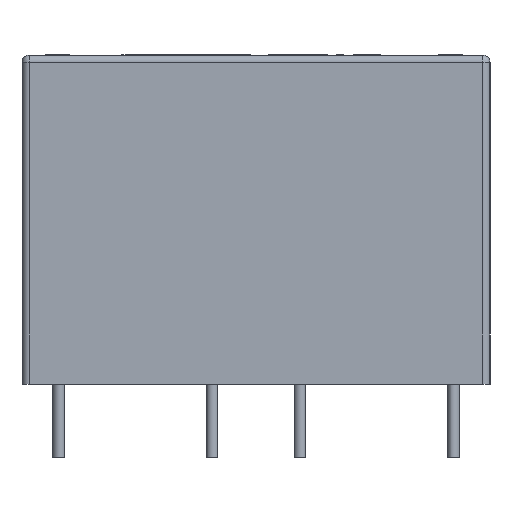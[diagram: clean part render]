
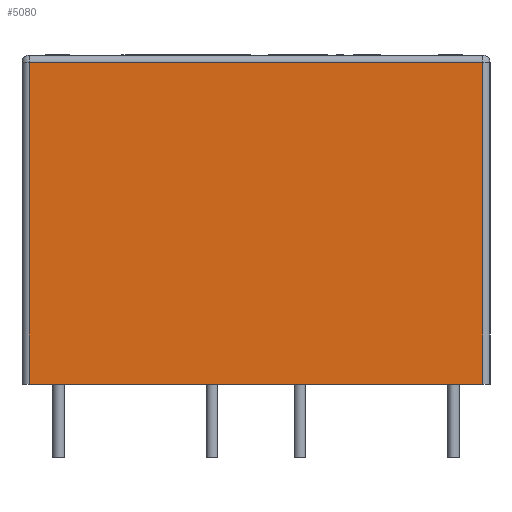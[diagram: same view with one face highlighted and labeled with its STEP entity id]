
A CAD part, left-side view. The second image highlights one B-rep face of the part: STEP entity #5080.
In plain terms, the highlighted planar face has unit normal (-1, 0, 0).
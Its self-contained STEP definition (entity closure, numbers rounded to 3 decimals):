
#213=LINE('',#10634,#306);
#215=LINE('',#10647,#308);
#217=LINE('',#10650,#310);
#221=LINE('',#10658,#314);
#306=VECTOR('',#5846,10.);
#308=VECTOR('',#5862,10.);
#310=VECTOR('',#5866,10.);
#314=VECTOR('',#5878,10.);
#581=FACE_OUTER_BOUND('',#784,.T.);
#784=EDGE_LOOP('',(#4700,#4701,#4702,#4703));
#2564=VERTEX_POINT('',#10624);
#2566=VERTEX_POINT('',#10630);
#2569=VERTEX_POINT('',#10640);
#2571=VERTEX_POINT('',#10645);
#3541=EDGE_CURVE('',#2564,#2566,#213,.T.);
#3547=EDGE_CURVE('',#2571,#2569,#215,.T.);
#3549=EDGE_CURVE('',#2569,#2564,#217,.T.);
#3553=EDGE_CURVE('',#2571,#2566,#221,.T.);
#4700=ORIENTED_EDGE('',*,*,#3541,.F.);
#4701=ORIENTED_EDGE('',*,*,#3549,.F.);
#4702=ORIENTED_EDGE('',*,*,#3547,.F.);
#4703=ORIENTED_EDGE('',*,*,#3553,.T.);
#4918=PLANE('',#5458);
#5080=ADVANCED_FACE('',(#581),#4918,.T.);
#5458=AXIS2_PLACEMENT_3D('',#10657,#5876,#5877);
#5846=DIRECTION('',(0.,0.,-1.));
#5862=DIRECTION('',(0.,0.,1.));
#5866=DIRECTION('',(0.,-1.,0.));
#5876=DIRECTION('center_axis',(-1.,0.,0.));
#5877=DIRECTION('ref_axis',(0.,-1.,0.));
#5878=DIRECTION('',(0.,-1.,0.));
#10624=CARTESIAN_POINT('',(-19.111,-11.166,22.));
#10630=CARTESIAN_POINT('',(-19.111,-11.166,0.));
#10634=CARTESIAN_POINT('',(-19.111,-11.166,0.));
#10640=CARTESIAN_POINT('',(-19.111,19.834,22.));
#10645=CARTESIAN_POINT('',(-19.111,19.834,0.));
#10647=CARTESIAN_POINT('',(-19.111,19.834,0.));
#10650=CARTESIAN_POINT('',(-19.111,12.334,22.));
#10657=CARTESIAN_POINT('Origin',(-19.111,20.334,0.));
#10658=CARTESIAN_POINT('',(-19.111,20.334,0.));
